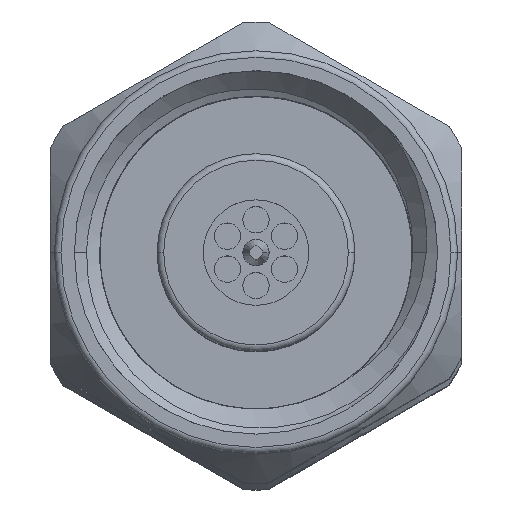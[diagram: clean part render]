
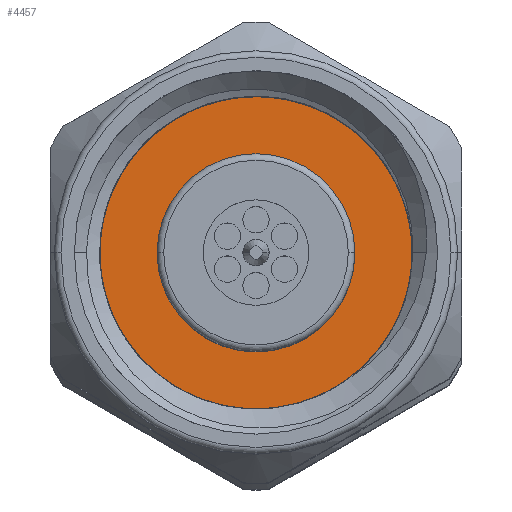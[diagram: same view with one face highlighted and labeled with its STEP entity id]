
A CAD part, top view. The second image highlights one B-rep face of the part: STEP entity #4457.
In plain terms, the highlighted face is planar.
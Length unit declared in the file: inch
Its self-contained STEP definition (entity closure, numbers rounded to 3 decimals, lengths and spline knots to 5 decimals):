
#106 = DIRECTION ( 'NONE',  ( -1., 0., 0. ) ) ;
#676 = EDGE_CURVE ( 'NONE', #5978, #3371, #740, .T. ) ;
#681 = DIRECTION ( 'NONE',  ( 0., 0., 1. ) ) ;
#740 = CIRCLE ( 'NONE', #4702, 0.1378 ) ;
#801 = CARTESIAN_POINT ( 'NONE',  ( 0.3, 0., 0. ) ) ;
#882 = ORIENTED_EDGE ( 'NONE', *, *, #5102, .T. ) ;
#1327 = DIRECTION ( 'NONE',  ( -1., 0., 0. ) ) ;
#1498 = DIRECTION ( 'NONE',  ( 0., 0., 1. ) ) ;
#1507 = AXIS2_PLACEMENT_3D ( 'NONE', #801, #5876, #681 ) ;
#1589 = EDGE_LOOP ( 'NONE', ( #882, #5123 ) ) ;
#2372 = CARTESIAN_POINT ( 'NONE',  ( 0.3, 0., 0. ) ) ;
#3038 = PLANE ( 'NONE',  #1507 ) ;
#3083 = CARTESIAN_POINT ( 'NONE',  ( 0.3, 0., 0. ) ) ;
#3371 = VERTEX_POINT ( 'NONE', #5847 ) ;
#4013 = FACE_OUTER_BOUND ( 'NONE', #1589, .T. ) ;
#4457 = ADVANCED_FACE ( 'NONE', ( #4013 ), #3038, .T. ) ;
#4605 = CIRCLE ( 'NONE', #4698, 0.1378 ) ;
#4698 = AXIS2_PLACEMENT_3D ( 'NONE', #2372, #106, #1498 ) ;
#4702 = AXIS2_PLACEMENT_3D ( 'NONE', #3083, #1327, #5919 ) ;
#5066 = CARTESIAN_POINT ( 'NONE',  ( 0.3, 0., -0.1378 ) ) ;
#5102 = EDGE_CURVE ( 'NONE', #3371, #5978, #4605, .T. ) ;
#5123 = ORIENTED_EDGE ( 'NONE', *, *, #676, .T. ) ;
#5847 = CARTESIAN_POINT ( 'NONE',  ( 0.3, 0., 0.1378 ) ) ;
#5876 = DIRECTION ( 'NONE',  ( -1., 0., 0. ) ) ;
#5919 = DIRECTION ( 'NONE',  ( 0., 0., 1. ) ) ;
#5978 = VERTEX_POINT ( 'NONE', #5066 ) ;
